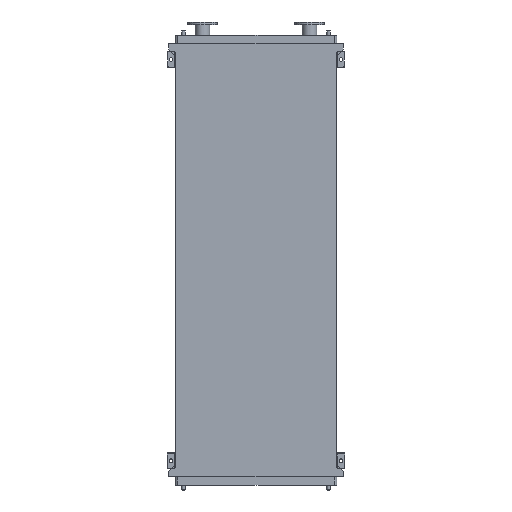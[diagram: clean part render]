
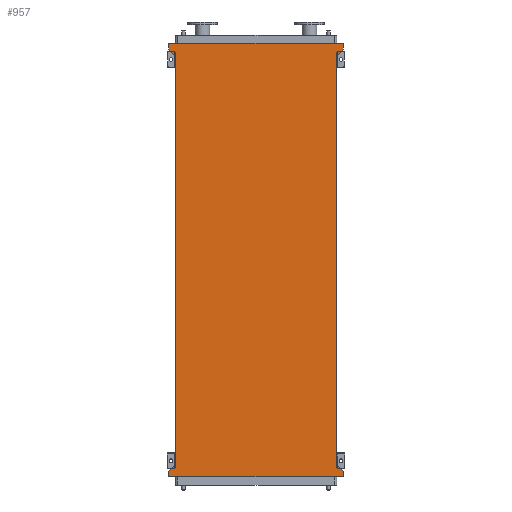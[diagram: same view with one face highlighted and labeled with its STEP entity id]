
A CAD part, front view. The second image highlights one B-rep face of the part: STEP entity #957.
In plain terms, the highlighted planar face has unit normal (0, -1, 0).
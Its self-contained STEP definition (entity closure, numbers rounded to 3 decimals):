
#80 = VERTEX_POINT ( 'NONE', #10523 ) ;
#165 = CARTESIAN_POINT ( 'NONE',  ( -605., 0., 0. ) ) ;
#173 = CARTESIAN_POINT ( 'NONE',  ( 651., 0., -3145. ) ) ;
#210 = ORIENTED_EDGE ( 'NONE', *, *, #713, .F. ) ;
#225 = VECTOR ( 'NONE', #865, 1000. ) ;
#242 = CARTESIAN_POINT ( 'NONE',  ( 605., 0., -3050. ) ) ;
#619 = LINE ( 'NONE', #16447, #8571 ) ;
#713 = EDGE_CURVE ( 'NONE', #13109, #18552, #11123, .T. ) ;
#865 = DIRECTION ( 'NONE',  ( -0.655, 0., -0.755 ) ) ;
#877 = CARTESIAN_POINT ( 'NONE',  ( 605., 0., -3050. ) ) ;
#957 = ADVANCED_FACE ( 'NONE', ( #4847 ), #3942, .T. ) ;
#1384 = LINE ( 'NONE', #14524, #17651 ) ;
#1579 = ORIENTED_EDGE ( 'NONE', *, *, #7256, .F. ) ;
#2048 = CARTESIAN_POINT ( 'NONE',  ( 605., 0., -3050. ) ) ;
#2727 = VECTOR ( 'NONE', #16759, 1000. ) ;
#3190 = LINE ( 'NONE', #173, #14097 ) ;
#3193 = CARTESIAN_POINT ( 'NONE',  ( -651., 0., -3145. ) ) ;
#3504 = EDGE_CURVE ( 'NONE', #8443, #3895, #6166, .T. ) ;
#3878 = EDGE_CURVE ( 'NONE', #8443, #5006, #4513, .T. ) ;
#3895 = VERTEX_POINT ( 'NONE', #16020 ) ;
#3942 = PLANE ( 'NONE',  #4017 ) ;
#4017 = AXIS2_PLACEMENT_3D ( 'NONE', #17038, #18787, #9916 ) ;
#4044 = ORIENTED_EDGE ( 'NONE', *, *, #15796, .F. ) ;
#4253 = LINE ( 'NONE', #14196, #225 ) ;
#4478 = VECTOR ( 'NONE', #13068, 1000. ) ;
#4482 = ORIENTED_EDGE ( 'NONE', *, *, #14796, .F. ) ;
#4513 = LINE ( 'NONE', #877, #7999 ) ;
#4847 = FACE_OUTER_BOUND ( 'NONE', #7234, .T. ) ;
#4862 = EDGE_CURVE ( 'NONE', #5006, #80, #1384, .T. ) ;
#4976 = DIRECTION ( 'NONE',  ( 0., 0., 1. ) ) ;
#5006 = VERTEX_POINT ( 'NONE', #7390 ) ;
#5498 = ORIENTED_EDGE ( 'NONE', *, *, #9851, .F. ) ;
#5660 = DIRECTION ( 'NONE',  ( 0., 0., -1. ) ) ;
#6066 = ORIENTED_EDGE ( 'NONE', *, *, #17770, .F. ) ;
#6166 = LINE ( 'NONE', #2048, #17525 ) ;
#6683 = VECTOR ( 'NONE', #8090, 1000. ) ;
#6862 = EDGE_CURVE ( 'NONE', #80, #11624, #3190, .T. ) ;
#7214 = VERTEX_POINT ( 'NONE', #14500 ) ;
#7234 = EDGE_LOOP ( 'NONE', ( #8769, #6066, #4044, #1579, #4482, #18718, #210, #5498, #17615, #9330, #17724, #12309 ) ) ;
#7256 = EDGE_CURVE ( 'NONE', #11876, #18702, #18492, .T. ) ;
#7390 = CARTESIAN_POINT ( 'NONE',  ( 651., 0., -3103. ) ) ;
#7573 = CARTESIAN_POINT ( 'NONE',  ( -605., 0., -3050. ) ) ;
#7833 = EDGE_CURVE ( 'NONE', #11624, #7214, #17987, .T. ) ;
#7999 = VECTOR ( 'NONE', #15773, 1000. ) ;
#8028 = VECTOR ( 'NONE', #8783, 1000. ) ;
#8090 = DIRECTION ( 'NONE',  ( 0., 0., 1. ) ) ;
#8426 = LINE ( 'NONE', #11586, #4478 ) ;
#8443 = VERTEX_POINT ( 'NONE', #242 ) ;
#8542 = CARTESIAN_POINT ( 'NONE',  ( -605., 0., -3050. ) ) ;
#8571 = VECTOR ( 'NONE', #12041, 1000. ) ;
#8769 = ORIENTED_EDGE ( 'NONE', *, *, #3504, .T. ) ;
#8783 = DIRECTION ( 'NONE',  ( 0., 0., -1. ) ) ;
#9041 = CARTESIAN_POINT ( 'NONE',  ( -651., 0., -3145. ) ) ;
#9063 = DIRECTION ( 'NONE',  ( -1., 0., 0. ) ) ;
#9330 = ORIENTED_EDGE ( 'NONE', *, *, #6862, .F. ) ;
#9538 = CARTESIAN_POINT ( 'NONE',  ( -651., 0., 53. ) ) ;
#9554 = VERTEX_POINT ( 'NONE', #14208 ) ;
#9851 = EDGE_CURVE ( 'NONE', #7214, #13109, #8426, .T. ) ;
#9916 = DIRECTION ( 'NONE',  ( 0., 0., -1. ) ) ;
#10437 = DIRECTION ( 'NONE',  ( 0., 0., 1. ) ) ;
#10523 = CARTESIAN_POINT ( 'NONE',  ( 651., 0., -3145. ) ) ;
#10611 = LINE ( 'NONE', #11069, #6683 ) ;
#11063 = CARTESIAN_POINT ( 'NONE',  ( 651., 0., 95. ) ) ;
#11069 = CARTESIAN_POINT ( 'NONE',  ( -651., 0., 53. ) ) ;
#11123 = LINE ( 'NONE', #7573, #15541 ) ;
#11586 = CARTESIAN_POINT ( 'NONE',  ( -651., 0., -3103. ) ) ;
#11624 = VERTEX_POINT ( 'NONE', #9041 ) ;
#11876 = VERTEX_POINT ( 'NONE', #17406 ) ;
#11967 = LINE ( 'NONE', #14673, #8028 ) ;
#12041 = DIRECTION ( 'NONE',  ( -0.655, 0., 0.755 ) ) ;
#12084 = DIRECTION ( 'NONE',  ( 0., 0., 1. ) ) ;
#12309 = ORIENTED_EDGE ( 'NONE', *, *, #3878, .F. ) ;
#12809 = EDGE_CURVE ( 'NONE', #18552, #14212, #619, .T. ) ;
#13068 = DIRECTION ( 'NONE',  ( 0.655, 0., 0.755 ) ) ;
#13109 = VERTEX_POINT ( 'NONE', #8542 ) ;
#14062 = VECTOR ( 'NONE', #12084, 1000. ) ;
#14097 = VECTOR ( 'NONE', #9063, 1000. ) ;
#14196 = CARTESIAN_POINT ( 'NONE',  ( 651., 0., 53. ) ) ;
#14208 = CARTESIAN_POINT ( 'NONE',  ( 651., 0., 53. ) ) ;
#14212 = VERTEX_POINT ( 'NONE', #9538 ) ;
#14500 = CARTESIAN_POINT ( 'NONE',  ( -651., 0., -3103. ) ) ;
#14524 = CARTESIAN_POINT ( 'NONE',  ( 651., 0., -3103. ) ) ;
#14673 = CARTESIAN_POINT ( 'NONE',  ( 651., 0., 95. ) ) ;
#14796 = EDGE_CURVE ( 'NONE', #14212, #11876, #10611, .T. ) ;
#15283 = CARTESIAN_POINT ( 'NONE',  ( -651., 0., 95. ) ) ;
#15541 = VECTOR ( 'NONE', #10437, 1000. ) ;
#15773 = DIRECTION ( 'NONE',  ( 0.655, 0., -0.755 ) ) ;
#15796 = EDGE_CURVE ( 'NONE', #18702, #9554, #11967, .T. ) ;
#16020 = CARTESIAN_POINT ( 'NONE',  ( 605., 0., 0. ) ) ;
#16447 = CARTESIAN_POINT ( 'NONE',  ( -605., 0., 0. ) ) ;
#16759 = DIRECTION ( 'NONE',  ( 1., 0., 0. ) ) ;
#17038 = CARTESIAN_POINT ( 'NONE',  ( -605., 0., -3050. ) ) ;
#17406 = CARTESIAN_POINT ( 'NONE',  ( -651., 0., 95. ) ) ;
#17525 = VECTOR ( 'NONE', #4976, 1000. ) ;
#17615 = ORIENTED_EDGE ( 'NONE', *, *, #7833, .F. ) ;
#17651 = VECTOR ( 'NONE', #5660, 1000. ) ;
#17724 = ORIENTED_EDGE ( 'NONE', *, *, #4862, .F. ) ;
#17770 = EDGE_CURVE ( 'NONE', #9554, #3895, #4253, .T. ) ;
#17987 = LINE ( 'NONE', #3193, #14062 ) ;
#18492 = LINE ( 'NONE', #15283, #2727 ) ;
#18552 = VERTEX_POINT ( 'NONE', #165 ) ;
#18702 = VERTEX_POINT ( 'NONE', #11063 ) ;
#18718 = ORIENTED_EDGE ( 'NONE', *, *, #12809, .F. ) ;
#18787 = DIRECTION ( 'NONE',  ( 0., -1., 0. ) ) ;
